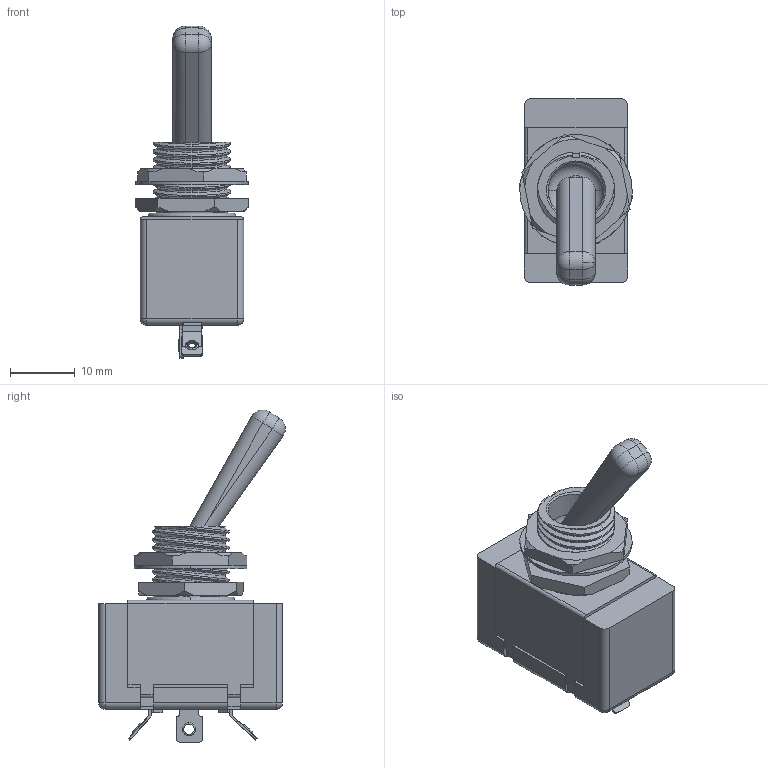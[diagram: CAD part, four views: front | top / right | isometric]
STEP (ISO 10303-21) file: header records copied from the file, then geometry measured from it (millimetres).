
FILE_DESCRIPTION (( 'STEP AP214' ), '1' );
FILE_NAME ('User Library-S302.STEP', '2012-06-04T08:30:17', ( 'sysAdmin' ), ( 'SolidWorks' ), 'SwSTEP 2.0', 'SolidWorks 2012', '' );
FILE_SCHEMA (( 'AUTOMOTIVE_DESIGN' ));
Length unit declared in the file: millimetre
Products named in the file (1): User Library-S302
Bounding box: 17.64 x 28.94 x 51.47 mm (x, y, z)
Volume: 9459.3 mm3; surface area: 4566.5 mm2
Topology: 1 solids, 1 shells, 421 faces, 1177 edges, 755 vertices
Faces by surface type: plane 226, cylinder 101, cone 53, bspline 20, torus 12, sphere 9
Entity records: 16711 total; most frequent: CARTESIAN_POINT 5101, ORIENTED_EDGE 2338, DIRECTION 2031, EDGE_CURVE 1169, VERTEX_POINT 753, VECTOR 695, LINE 695, AXIS2_PLACEMENT_3D 668
